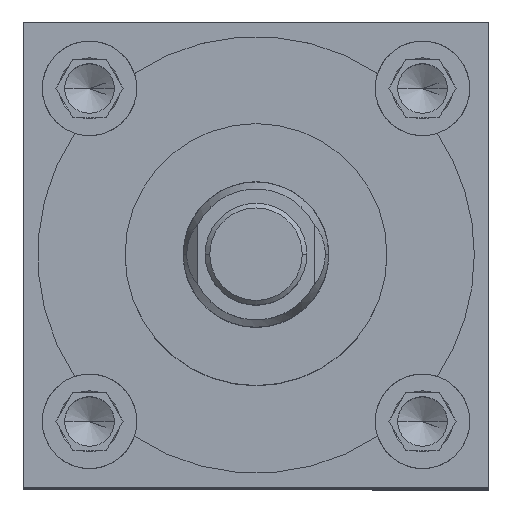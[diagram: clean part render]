
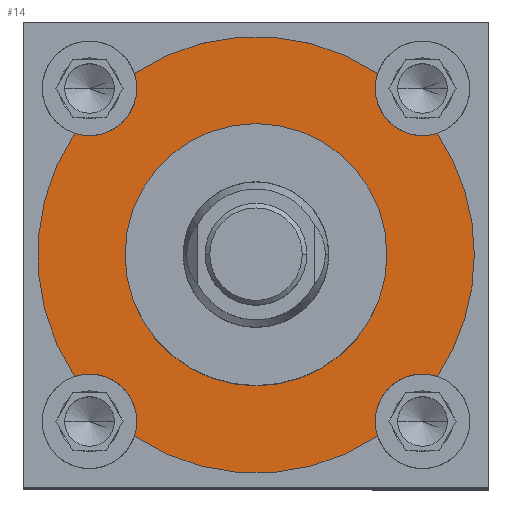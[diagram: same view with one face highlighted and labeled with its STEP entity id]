
A CAD part, top view. The second image highlights one B-rep face of the part: STEP entity #14.
In plain terms, the highlighted planar face has unit normal (0, 0, 1).
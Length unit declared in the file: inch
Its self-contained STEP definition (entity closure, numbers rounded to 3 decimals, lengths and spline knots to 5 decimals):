
#14 = ADVANCED_FACE ( 'NONE', ( #2938, #1759 ), #2444, .T. ) ;
#17 = ORIENTED_EDGE ( 'NONE', *, *, #4052, .F. ) ;
#20 = DIRECTION ( 'NONE',  ( 0., 0., 1. ) ) ;
#26 = ORIENTED_EDGE ( 'NONE', *, *, #663, .F. ) ;
#100 = ORIENTED_EDGE ( 'NONE', *, *, #2765, .T. ) ;
#132 = DIRECTION ( 'NONE',  ( 1., 0., 0. ) ) ;
#245 = CARTESIAN_POINT ( 'NONE',  ( 0.512, -0.715, 5.62 ) ) ;
#274 = CIRCLE ( 'NONE', #7011, 0.9375 ) ;
#302 = CIRCLE ( 'NONE', #1335, 0.203 ) ;
#317 = DIRECTION ( 'NONE',  ( 1., 0., 0. ) ) ;
#511 = CIRCLE ( 'NONE', #6542, 0.203 ) ;
#564 = VERTEX_POINT ( 'NONE', #2020 ) ;
#586 = ORIENTED_EDGE ( 'NONE', *, *, #3922, .F. ) ;
#647 = CARTESIAN_POINT ( 'NONE',  ( 0., 0., 5.62 ) ) ;
#663 = EDGE_CURVE ( 'NONE', #4028, #6847, #302, .T. ) ;
#703 = DIRECTION ( 'NONE',  ( 0., 0., 1. ) ) ;
#706 = DIRECTION ( 'NONE',  ( 0., 0., 1. ) ) ;
#882 = CARTESIAN_POINT ( 'NONE',  ( -0.52222, -0.77859, 5.62 ) ) ;
#951 = CIRCLE ( 'NONE', #5855, 0.203 ) ;
#966 = ORIENTED_EDGE ( 'NONE', *, *, #3437, .T. ) ;
#1043 = EDGE_CURVE ( 'NONE', #1462, #4028, #2327, .T. ) ;
#1074 = ORIENTED_EDGE ( 'NONE', *, *, #7209, .F. ) ;
#1218 = DIRECTION ( 'NONE',  ( 0., 0., 1. ) ) ;
#1314 = AXIS2_PLACEMENT_3D ( 'NONE', #4609, #1218, #4652 ) ;
#1335 = AXIS2_PLACEMENT_3D ( 'NONE', #2398, #706, #4125 ) ;
#1403 = CARTESIAN_POINT ( 'NONE',  ( 0.5625, 0., 5.62 ) ) ;
#1434 = CIRCLE ( 'NONE', #3231, 0.203 ) ;
#1462 = VERTEX_POINT ( 'NONE', #4362 ) ;
#1517 = DIRECTION ( 'NONE',  ( 0., 0., 1. ) ) ;
#1532 = DIRECTION ( 'NONE',  ( 1., 0., 0. ) ) ;
#1566 = CARTESIAN_POINT ( 'NONE',  ( 0.52222, -0.77859, 5.62 ) ) ;
#1602 = ORIENTED_EDGE ( 'NONE', *, *, #1043, .F. ) ;
#1735 = CARTESIAN_POINT ( 'NONE',  ( 0., 0., 5.62 ) ) ;
#1759 = FACE_BOUND ( 'NONE', #2562, .T. ) ;
#1828 = AXIS2_PLACEMENT_3D ( 'NONE', #1735, #2597, #3159 ) ;
#1969 = EDGE_CURVE ( 'NONE', #2529, #4519, #4670, .T. ) ;
#1978 = DIRECTION ( 'NONE',  ( 0., 0., 1. ) ) ;
#2014 = CARTESIAN_POINT ( 'NONE',  ( 0.715, 0.715, 5.62 ) ) ;
#2020 = CARTESIAN_POINT ( 'NONE',  ( 0.77859, 0.52222, 5.62 ) ) ;
#2059 = DIRECTION ( 'NONE',  ( 0., 0., 1. ) ) ;
#2110 = DIRECTION ( 'NONE',  ( 1., 0., 0. ) ) ;
#2183 = AXIS2_PLACEMENT_3D ( 'NONE', #2014, #2059, #6026 ) ;
#2229 = DIRECTION ( 'NONE',  ( 1., 0., 0. ) ) ;
#2303 = CIRCLE ( 'NONE', #5774, 0.203 ) ;
#2327 = CIRCLE ( 'NONE', #4357, 0.203 ) ;
#2389 = AXIS2_PLACEMENT_3D ( 'NONE', #7218, #4302, #1532 ) ;
#2398 = CARTESIAN_POINT ( 'NONE',  ( 0.715, -0.715, 5.62 ) ) ;
#2412 = DIRECTION ( 'NONE',  ( 1., 0., 0. ) ) ;
#2444 = PLANE ( 'NONE',  #5407 ) ;
#2529 = VERTEX_POINT ( 'NONE', #5665 ) ;
#2562 = EDGE_LOOP ( 'NONE', ( #7272, #4157 ) ) ;
#2597 = DIRECTION ( 'NONE',  ( 0., 0., 1. ) ) ;
#2765 = EDGE_CURVE ( 'NONE', #1462, #3080, #7169, .T. ) ;
#2859 = VERTEX_POINT ( 'NONE', #3639 ) ;
#2938 = FACE_OUTER_BOUND ( 'NONE', #6018, .T. ) ;
#2983 = CARTESIAN_POINT ( 'NONE',  ( 0., 0., 5.62 ) ) ;
#2995 = DIRECTION ( 'NONE',  ( 0., 0., 1. ) ) ;
#2996 = DIRECTION ( 'NONE',  ( 1., 0., 0. ) ) ;
#3032 = CARTESIAN_POINT ( 'NONE',  ( 0.715, 0.715, 5.62 ) ) ;
#3080 = VERTEX_POINT ( 'NONE', #5766 ) ;
#3133 = ORIENTED_EDGE ( 'NONE', *, *, #5199, .T. ) ;
#3144 = CARTESIAN_POINT ( 'NONE',  ( -0.715, 0.715, 5.62 ) ) ;
#3159 = DIRECTION ( 'NONE',  ( 1., 0., 0. ) ) ;
#3231 = AXIS2_PLACEMENT_3D ( 'NONE', #3144, #4974, #6048 ) ;
#3391 = CIRCLE ( 'NONE', #2183, 0.203 ) ;
#3431 = CARTESIAN_POINT ( 'NONE',  ( -0.52222, 0.77859, 5.62 ) ) ;
#3437 = EDGE_CURVE ( 'NONE', #4150, #5380, #5442, .T. ) ;
#3528 = AXIS2_PLACEMENT_3D ( 'NONE', #4943, #4975, #7212 ) ;
#3552 = CARTESIAN_POINT ( 'NONE',  ( 0.512, 0.715, 5.62 ) ) ;
#3639 = CARTESIAN_POINT ( 'NONE',  ( -0.512, 0.715, 5.62 ) ) ;
#3664 = VERTEX_POINT ( 'NONE', #3552 ) ;
#3667 = CARTESIAN_POINT ( 'NONE',  ( 0.52222, 0.77859, 5.62 ) ) ;
#3922 = EDGE_CURVE ( 'NONE', #5222, #5380, #2303, .T. ) ;
#3999 = EDGE_CURVE ( 'NONE', #4519, #2529, #4107, .T. ) ;
#4028 = VERTEX_POINT ( 'NONE', #245 ) ;
#4052 = EDGE_CURVE ( 'NONE', #6547, #3664, #3391, .T. ) ;
#4107 = CIRCLE ( 'NONE', #1828, 0.5625 ) ;
#4125 = DIRECTION ( 'NONE',  ( 1., 0., 0. ) ) ;
#4150 = VERTEX_POINT ( 'NONE', #5621 ) ;
#4157 = ORIENTED_EDGE ( 'NONE', *, *, #3999, .F. ) ;
#4292 = CIRCLE ( 'NONE', #5262, 0.9375 ) ;
#4302 = DIRECTION ( 'NONE',  ( 0., 0., 1. ) ) ;
#4357 = AXIS2_PLACEMENT_3D ( 'NONE', #5716, #2995, #6844 ) ;
#4362 = CARTESIAN_POINT ( 'NONE',  ( 0.77859, -0.52222, 5.62 ) ) ;
#4418 = CIRCLE ( 'NONE', #2389, 0.9375 ) ;
#4519 = VERTEX_POINT ( 'NONE', #1403 ) ;
#4608 = DIRECTION ( 'NONE',  ( 1., 0., 0. ) ) ;
#4609 = CARTESIAN_POINT ( 'NONE',  ( -0.715, -0.715, 5.62 ) ) ;
#4652 = DIRECTION ( 'NONE',  ( 1., 0., 0. ) ) ;
#4670 = CIRCLE ( 'NONE', #4793, 0.5625 ) ;
#4704 = DIRECTION ( 'NONE',  ( 0., 0., 1. ) ) ;
#4715 = CARTESIAN_POINT ( 'NONE',  ( -0.512, -0.715, 5.62 ) ) ;
#4743 = DIRECTION ( 'NONE',  ( 1., 0., 0. ) ) ;
#4793 = AXIS2_PLACEMENT_3D ( 'NONE', #647, #20, #4608 ) ;
#4886 = ORIENTED_EDGE ( 'NONE', *, *, #5752, .T. ) ;
#4943 = CARTESIAN_POINT ( 'NONE',  ( 0., 0., 5.62 ) ) ;
#4968 = CARTESIAN_POINT ( 'NONE',  ( -0.715, 0.715, 5.62 ) ) ;
#4974 = DIRECTION ( 'NONE',  ( 0., 0., 1. ) ) ;
#4975 = DIRECTION ( 'NONE',  ( 0., 0., 1. ) ) ;
#5003 = ORIENTED_EDGE ( 'NONE', *, *, #5505, .F. ) ;
#5055 = EDGE_CURVE ( 'NONE', #6547, #6928, #4418, .T. ) ;
#5094 = DIRECTION ( 'NONE',  ( 0., 0., 1. ) ) ;
#5199 = EDGE_CURVE ( 'NONE', #3080, #564, #4292, .T. ) ;
#5222 = VERTEX_POINT ( 'NONE', #4715 ) ;
#5262 = AXIS2_PLACEMENT_3D ( 'NONE', #6165, #5094, #2229 ) ;
#5380 = VERTEX_POINT ( 'NONE', #5419 ) ;
#5407 = AXIS2_PLACEMENT_3D ( 'NONE', #6901, #6974, #132 ) ;
#5419 = CARTESIAN_POINT ( 'NONE',  ( -0.77859, -0.52222, 5.62 ) ) ;
#5442 = CIRCLE ( 'NONE', #3528, 0.9375 ) ;
#5470 = CARTESIAN_POINT ( 'NONE',  ( 0., 0., 5.62 ) ) ;
#5505 = EDGE_CURVE ( 'NONE', #4150, #2859, #951, .T. ) ;
#5621 = CARTESIAN_POINT ( 'NONE',  ( -0.77859, 0.52222, 5.62 ) ) ;
#5665 = CARTESIAN_POINT ( 'NONE',  ( -0.5625, 0., 5.62 ) ) ;
#5715 = ORIENTED_EDGE ( 'NONE', *, *, #5055, .T. ) ;
#5716 = CARTESIAN_POINT ( 'NONE',  ( 0.715, -0.715, 5.62 ) ) ;
#5752 = EDGE_CURVE ( 'NONE', #6343, #6847, #274, .T. ) ;
#5766 = CARTESIAN_POINT ( 'NONE',  ( 0.9375, 0., 5.62 ) ) ;
#5774 = AXIS2_PLACEMENT_3D ( 'NONE', #5784, #6867, #2412 ) ;
#5784 = CARTESIAN_POINT ( 'NONE',  ( -0.715, -0.715, 5.62 ) ) ;
#5834 = ORIENTED_EDGE ( 'NONE', *, *, #7087, .F. ) ;
#5855 = AXIS2_PLACEMENT_3D ( 'NONE', #4968, #1517, #2110 ) ;
#5874 = ORIENTED_EDGE ( 'NONE', *, *, #6732, .F. ) ;
#6018 = EDGE_LOOP ( 'NONE', ( #1602, #100, #3133, #5834, #17, #5715, #5874, #5003, #966, #586, #1074, #4886, #26 ) ) ;
#6026 = DIRECTION ( 'NONE',  ( 1., 0., 0. ) ) ;
#6048 = DIRECTION ( 'NONE',  ( 1., 0., 0. ) ) ;
#6165 = CARTESIAN_POINT ( 'NONE',  ( 0., 0., 5.62 ) ) ;
#6343 = VERTEX_POINT ( 'NONE', #882 ) ;
#6542 = AXIS2_PLACEMENT_3D ( 'NONE', #3032, #703, #2996 ) ;
#6547 = VERTEX_POINT ( 'NONE', #3667 ) ;
#6732 = EDGE_CURVE ( 'NONE', #2859, #6928, #1434, .T. ) ;
#6814 = AXIS2_PLACEMENT_3D ( 'NONE', #5470, #1978, #317 ) ;
#6844 = DIRECTION ( 'NONE',  ( 1., 0., 0. ) ) ;
#6847 = VERTEX_POINT ( 'NONE', #1566 ) ;
#6867 = DIRECTION ( 'NONE',  ( 0., 0., 1. ) ) ;
#6886 = CIRCLE ( 'NONE', #1314, 0.203 ) ;
#6901 = CARTESIAN_POINT ( 'NONE',  ( 0., 0., 5.62 ) ) ;
#6928 = VERTEX_POINT ( 'NONE', #3431 ) ;
#6974 = DIRECTION ( 'NONE',  ( 0., 0., 1. ) ) ;
#7011 = AXIS2_PLACEMENT_3D ( 'NONE', #2983, #4704, #4743 ) ;
#7087 = EDGE_CURVE ( 'NONE', #3664, #564, #511, .T. ) ;
#7169 = CIRCLE ( 'NONE', #6814, 0.9375 ) ;
#7209 = EDGE_CURVE ( 'NONE', #6343, #5222, #6886, .T. ) ;
#7212 = DIRECTION ( 'NONE',  ( 1., 0., 0. ) ) ;
#7218 = CARTESIAN_POINT ( 'NONE',  ( 0., 0., 5.62 ) ) ;
#7272 = ORIENTED_EDGE ( 'NONE', *, *, #1969, .F. ) ;
